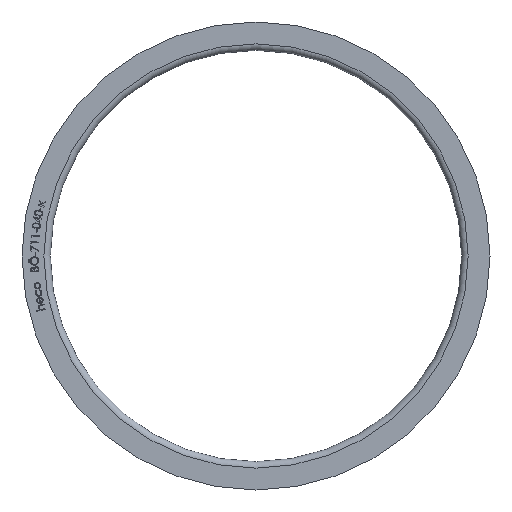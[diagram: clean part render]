
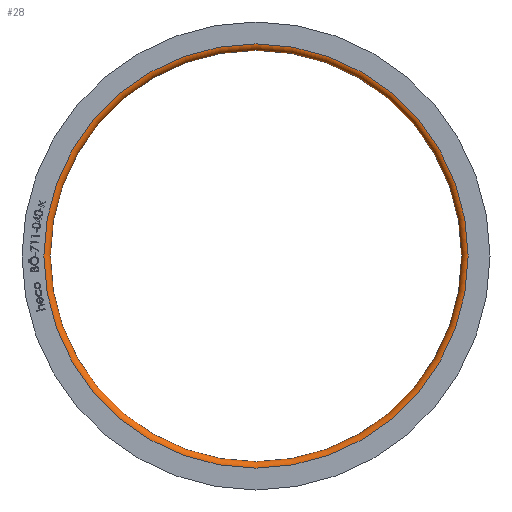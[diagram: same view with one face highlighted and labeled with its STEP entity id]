
A CAD part, left-side view. The second image highlights one B-rep face of the part: STEP entity #28.
In plain terms, the highlighted toroidal (fillet/blend) face has major radius 362.6 mm and minor radius 11 mm.
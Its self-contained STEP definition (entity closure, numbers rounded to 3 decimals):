
#28 = ADVANCED_FACE ( 'NONE', ( #11733, #6810 ), #10496, .T. ) ;
#87 = EDGE_LOOP ( 'NONE', ( #587 ) ) ;
#587 = ORIENTED_EDGE ( 'NONE', *, *, #9384, .T. ) ;
#1707 = CIRCLE ( 'NONE', #6467, 351.6 ) ;
#1723 = CIRCLE ( 'NONE', #3401, 362.6 ) ;
#2330 = DIRECTION ( 'NONE',  ( 0., 0., 1. ) ) ;
#2919 = EDGE_CURVE ( 'NONE', #10293, #10293, #1707, .T. ) ;
#3268 = DIRECTION ( 'NONE',  ( 0., 0., 1. ) ) ;
#3401 = AXIS2_PLACEMENT_3D ( 'NONE', #4282, #11192, #2330 ) ;
#3521 = CARTESIAN_POINT ( 'NONE',  ( 0., 0., 362.6 ) ) ;
#4069 = DIRECTION ( 'NONE',  ( -1., 0., 0. ) ) ;
#4282 = CARTESIAN_POINT ( 'NONE',  ( 0., 0., 0. ) ) ;
#4300 = DIRECTION ( 'NONE',  ( -1., 0., 0. ) ) ;
#5148 = ORIENTED_EDGE ( 'NONE', *, *, #2919, .F. ) ;
#6467 = AXIS2_PLACEMENT_3D ( 'NONE', #9156, #4069, #11110 ) ;
#6810 = FACE_OUTER_BOUND ( 'NONE', #87, .T. ) ;
#8469 = EDGE_LOOP ( 'NONE', ( #5148 ) ) ;
#9156 = CARTESIAN_POINT ( 'NONE',  ( 11., 0., 0. ) ) ;
#9384 = EDGE_CURVE ( 'NONE', #9447, #9447, #1723, .T. ) ;
#9447 = VERTEX_POINT ( 'NONE', #3521 ) ;
#10293 = VERTEX_POINT ( 'NONE', #10532 ) ;
#10496 = TOROIDAL_SURFACE ( 'NONE', #11555, 362.6, 11. ) ;
#10532 = CARTESIAN_POINT ( 'NONE',  ( 11., 0., 351.6 ) ) ;
#11110 = DIRECTION ( 'NONE',  ( 0., 0., 1. ) ) ;
#11192 = DIRECTION ( 'NONE',  ( -1., 0., 0. ) ) ;
#11555 = AXIS2_PLACEMENT_3D ( 'NONE', #12188, #4300, #3268 ) ;
#11733 = FACE_OUTER_BOUND ( 'NONE', #8469, .T. ) ;
#12188 = CARTESIAN_POINT ( 'NONE',  ( 11., 0., 0. ) ) ;
